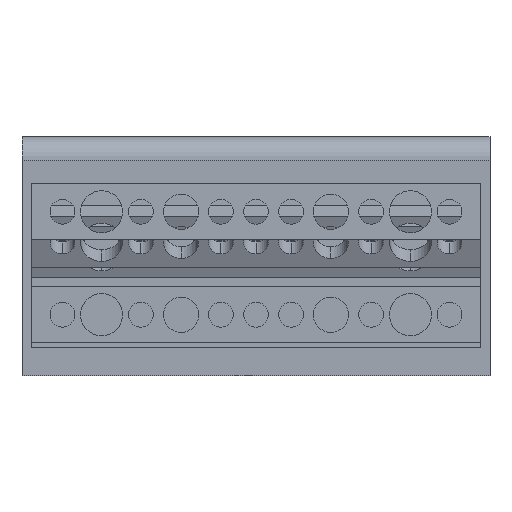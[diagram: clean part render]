
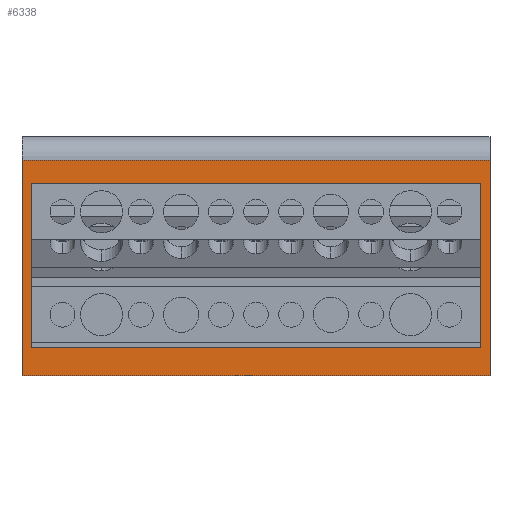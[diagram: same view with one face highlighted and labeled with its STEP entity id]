
A CAD part, front view. The second image highlights one B-rep face of the part: STEP entity #6338.
In plain terms, the highlighted planar face has unit normal (0, -1, 0).
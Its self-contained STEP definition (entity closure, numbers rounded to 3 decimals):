
#38 = CARTESIAN_POINT ( 'NONE',  ( 50., -42.5, 0. ) ) ;
#277 = ORIENTED_EDGE ( 'NONE', *, *, #9028, .T. ) ;
#486 = LINE ( 'NONE', #5830, #7415 ) ;
#520 = VERTEX_POINT ( 'NONE', #6949 ) ;
#758 = EDGE_CURVE ( 'NONE', #4469, #9265, #4782, .T. ) ;
#979 = DIRECTION ( 'NONE',  ( 0., 1., 0. ) ) ;
#1022 = DIRECTION ( 'NONE',  ( 1., 0., 0. ) ) ;
#1054 = DIRECTION ( 'NONE',  ( 0., 0., 1. ) ) ;
#1182 = DIRECTION ( 'NONE',  ( -1., 0., 0. ) ) ;
#1283 = ORIENTED_EDGE ( 'NONE', *, *, #758, .F. ) ;
#1384 = EDGE_CURVE ( 'NONE', #1726, #9265, #3568, .T. ) ;
#1433 = DIRECTION ( 'NONE',  ( 1., 0., 0. ) ) ;
#1726 = VERTEX_POINT ( 'NONE', #4385 ) ;
#1987 = VECTOR ( 'NONE', #9041, 1000. ) ;
#2255 = CARTESIAN_POINT ( 'NONE',  ( -48., -42.5, 6. ) ) ;
#2329 = LINE ( 'NONE', #9500, #9630 ) ;
#2597 = CARTESIAN_POINT ( 'NONE',  ( -50., -42.5, 0. ) ) ;
#2634 = EDGE_CURVE ( 'NONE', #7499, #2911, #486, .T. ) ;
#2702 = CARTESIAN_POINT ( 'NONE',  ( 50., -42.5, 0. ) ) ;
#2911 = VERTEX_POINT ( 'NONE', #8108 ) ;
#3043 = FACE_OUTER_BOUND ( 'NONE', #4196, .T. ) ;
#3370 = LINE ( 'NONE', #9491, #8467 ) ;
#3568 = LINE ( 'NONE', #4995, #8039 ) ;
#3777 = DIRECTION ( 'NONE',  ( 0., 0., -1. ) ) ;
#3897 = EDGE_CURVE ( 'NONE', #6730, #2911, #4272, .T. ) ;
#4196 = EDGE_LOOP ( 'NONE', ( #6179, #1283, #11733, #277 ) ) ;
#4272 = LINE ( 'NONE', #10004, #8477 ) ;
#4385 = CARTESIAN_POINT ( 'NONE',  ( -50., -42.5, 46. ) ) ;
#4408 = VECTOR ( 'NONE', #7016, 1000. ) ;
#4469 = VERTEX_POINT ( 'NONE', #2702 ) ;
#4533 = EDGE_CURVE ( 'NONE', #6730, #10516, #3370, .T. ) ;
#4782 = LINE ( 'NONE', #8060, #1987 ) ;
#4995 = CARTESIAN_POINT ( 'NONE',  ( -50., -42.5, 0. ) ) ;
#5163 = EDGE_CURVE ( 'NONE', #10516, #7499, #2329, .T. ) ;
#5665 = ORIENTED_EDGE ( 'NONE', *, *, #2634, .F. ) ;
#5828 = VECTOR ( 'NONE', #1182, 1000. ) ;
#5830 = CARTESIAN_POINT ( 'NONE',  ( 48., -42.5, 41. ) ) ;
#6179 = ORIENTED_EDGE ( 'NONE', *, *, #1384, .T. ) ;
#6338 = ADVANCED_FACE ( 'NONE', ( #8101, #3043 ), #6640, .F. ) ;
#6640 = PLANE ( 'NONE',  #11465 ) ;
#6677 = LINE ( 'NONE', #11713, #4408 ) ;
#6730 = VERTEX_POINT ( 'NONE', #9155 ) ;
#6893 = EDGE_LOOP ( 'NONE', ( #11979, #11176, #8727, #5665 ) ) ;
#6949 = CARTESIAN_POINT ( 'NONE',  ( 50., -42.5, 46. ) ) ;
#7016 = DIRECTION ( 'NONE',  ( 0., 0., -1. ) ) ;
#7415 = VECTOR ( 'NONE', #1054, 1000. ) ;
#7499 = VERTEX_POINT ( 'NONE', #9874 ) ;
#7573 = DIRECTION ( 'NONE',  ( 0., 0., 1. ) ) ;
#8039 = VECTOR ( 'NONE', #11525, 1000. ) ;
#8060 = CARTESIAN_POINT ( 'NONE',  ( 50., -42.5, 0. ) ) ;
#8101 = FACE_BOUND ( 'NONE', #6893, .T. ) ;
#8108 = CARTESIAN_POINT ( 'NONE',  ( 48., -42.5, 41. ) ) ;
#8467 = VECTOR ( 'NONE', #3777, 1000. ) ;
#8477 = VECTOR ( 'NONE', #1433, 1000. ) ;
#8727 = ORIENTED_EDGE ( 'NONE', *, *, #3897, .T. ) ;
#9028 = EDGE_CURVE ( 'NONE', #520, #1726, #11168, .T. ) ;
#9041 = DIRECTION ( 'NONE',  ( -1., 0., 0. ) ) ;
#9155 = CARTESIAN_POINT ( 'NONE',  ( -48., -42.5, 41. ) ) ;
#9265 = VERTEX_POINT ( 'NONE', #2597 ) ;
#9491 = CARTESIAN_POINT ( 'NONE',  ( -48., -42.5, 41. ) ) ;
#9500 = CARTESIAN_POINT ( 'NONE',  ( -143.477, -42.5, 6. ) ) ;
#9630 = VECTOR ( 'NONE', #1022, 1000. ) ;
#9874 = CARTESIAN_POINT ( 'NONE',  ( 48., -42.5, 6. ) ) ;
#10004 = CARTESIAN_POINT ( 'NONE',  ( -143.477, -42.5, 41. ) ) ;
#10516 = VERTEX_POINT ( 'NONE', #2255 ) ;
#10585 = CARTESIAN_POINT ( 'NONE',  ( 50., -42.5, 46. ) ) ;
#11168 = LINE ( 'NONE', #10585, #5828 ) ;
#11176 = ORIENTED_EDGE ( 'NONE', *, *, #4533, .F. ) ;
#11465 = AXIS2_PLACEMENT_3D ( 'NONE', #38, #979, #7573 ) ;
#11525 = DIRECTION ( 'NONE',  ( 0., 0., -1. ) ) ;
#11713 = CARTESIAN_POINT ( 'NONE',  ( 50., -42.5, 0. ) ) ;
#11733 = ORIENTED_EDGE ( 'NONE', *, *, #11749, .F. ) ;
#11749 = EDGE_CURVE ( 'NONE', #520, #4469, #6677, .T. ) ;
#11979 = ORIENTED_EDGE ( 'NONE', *, *, #5163, .F. ) ;
